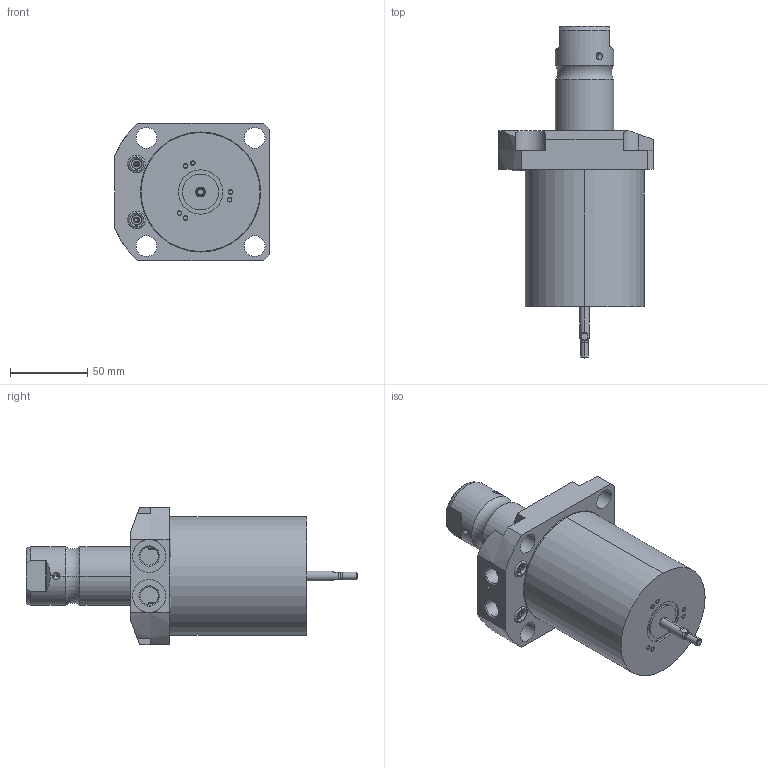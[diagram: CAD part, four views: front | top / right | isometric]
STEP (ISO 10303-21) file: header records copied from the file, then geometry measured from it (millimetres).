
FILE_DESCRIPTION((''),'2;1');
FILE_NAME('ILCM41463325PR','2017-12-11T',('gar'),(''),'PRO/ENGINEER BY PARAMETRIC TECHNOLOGY CORPORATION, 2013320','PRO/ENGINEER BY PARAMETRIC TECHNOLOGY CORPORATION, 2013320','');
FILE_SCHEMA(('AUTOMOTIVE_DESIGN { 1 0 10303 214 1 1 1 1 }'));
Length unit declared in the file: millimetre
Products named in the file (1): ILCM41463325PR
Bounding box: 100 x 214.91 x 88.9 mm (x, y, z)
Volume: 665606 mm3; surface area: 61332.7 mm2
Topology: 3 solids, 11 shells, 178 faces, 450 edges, 292 vertices
Faces by surface type: cylinder 82, plane 60, cone 22, torus 14
Entity records: 5645 total; most frequent: CARTESIAN_POINT 1152, DIRECTION 974, ORIENTED_EDGE 850, EDGE_CURVE 442, AXIS2_PLACEMENT_3D 399, VERTEX_POINT 292, CIRCLE 220, EDGE_LOOP 216
